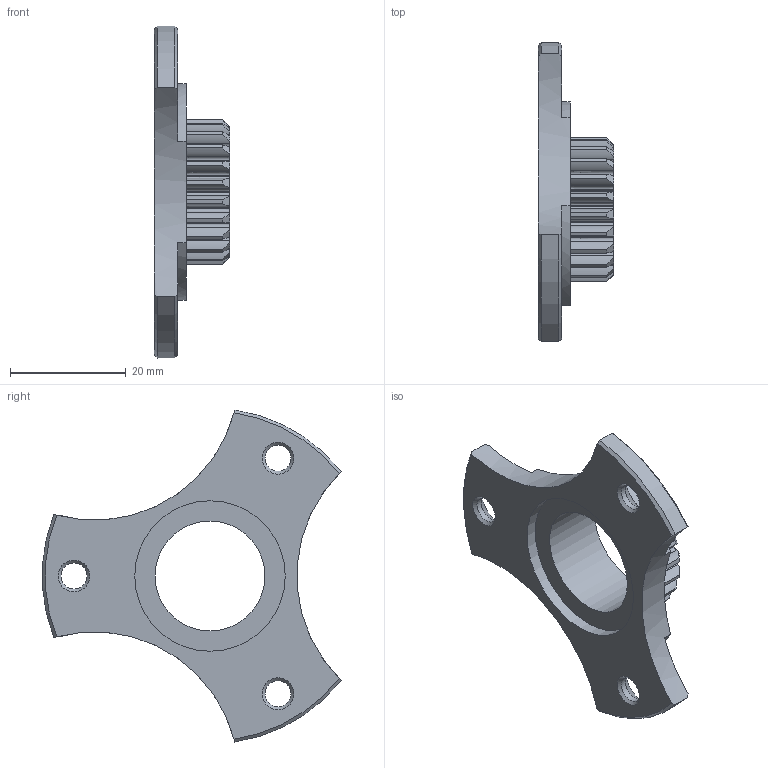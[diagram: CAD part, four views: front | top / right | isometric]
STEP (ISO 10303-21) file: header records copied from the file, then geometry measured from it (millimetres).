
FILE_DESCRIPTION(('STEP AP203'), '1');
FILE_NAME('Ñáîðêà Ñîëíå÷íàÿ øåñòåðíÿ 7,5ìì', '', ('UNSPECIFIED'), ('UNSPECIFIED'), 'ASCON STEP Converter 1.6', 'ASCON Math Kernel', '');
FILE_SCHEMA(('CONFIG_CONTROL_DESIGN'));
Length unit declared in the file: millimetre
Assembly tree (2 placements, depth 2):
  (unnamed)
    (unnamed)
    (unnamed)
Bounding box: 13 x 51.62 x 57.37 mm (x, y, z)
Volume: 6343.1 mm3; surface area: 5372.3 mm2
Topology: 1 solids, 1 shells, 194 faces, 570 edges, 381 vertices
Faces by surface type: extrusion 92, cylinder 60, cone 35, plane 7
Full cylindrical faces by diameter (mm): 4.5 x3, 19 x1, 26 x1
Entity records: 14931 total; most frequent: CARTESIAN_POINT 8421, ORIENTED_EDGE 1114, DIRECTION 782, EDGE_CURVE 557, VERTEX_POINT 376, B_SPLINE_CURVE_WITH_KNOTS 334, AXIS2_PLACEMENT_3D 270, VECTOR 242
